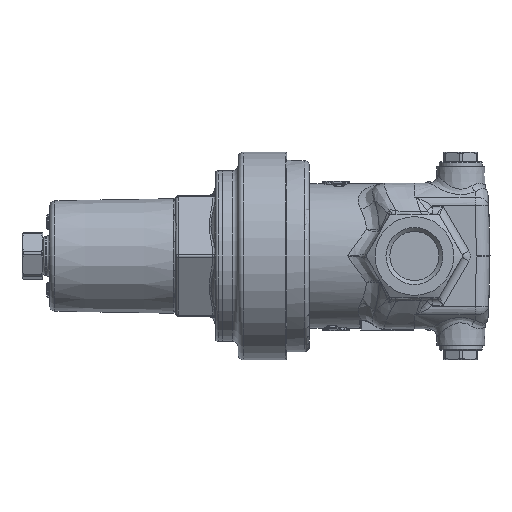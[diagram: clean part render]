
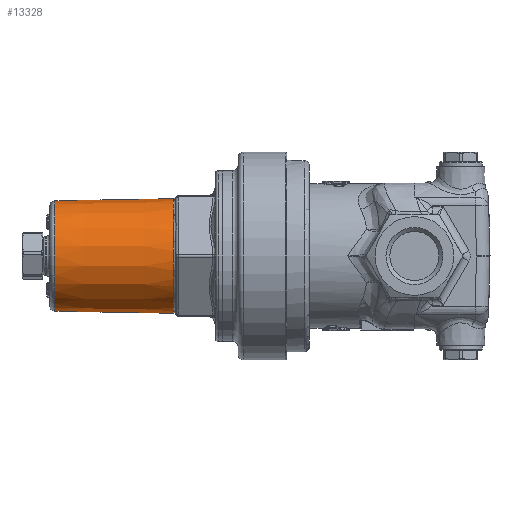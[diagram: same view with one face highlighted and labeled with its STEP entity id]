
A CAD part, left-side view. The second image highlights one B-rep face of the part: STEP entity #13328.
In plain terms, the highlighted conical face has half-angle 1 degrees and reference radius 21.55 mm.
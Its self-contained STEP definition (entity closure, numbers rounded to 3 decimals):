
#480=CONICAL_SURFACE('',#14263,21.55,0.017);
#1041=B_SPLINE_CURVE_WITH_KNOTS('',3,(#21098,#21099,#21100,#21101,#21102,
#21103),.UNSPECIFIED.,.F.,.F.,(4,1,1,4),(-3.142,-1.346,
0.449,3.142),.UNSPECIFIED.);
#1043=B_SPLINE_CURVE_WITH_KNOTS('',3,(#21149,#21150,#21151,#21152,#21153,
#21154),.UNSPECIFIED.,.F.,.F.,(4,1,1,4),(-3.142,-1.346,
0.449,3.142),.UNSPECIFIED.);
#1045=B_SPLINE_CURVE_WITH_KNOTS('',3,(#21200,#21201,#21202,#21203,#21204,
#21205),.UNSPECIFIED.,.F.,.F.,(4,1,1,4),(-3.142,-1.346,
0.449,3.142),.UNSPECIFIED.);
#1047=B_SPLINE_CURVE_WITH_KNOTS('',3,(#21251,#21252,#21253,#21254,#21255,
#21256),.UNSPECIFIED.,.F.,.F.,(4,1,1,4),(-3.142,-1.346,
0.449,3.142),.UNSPECIFIED.);
#1049=B_SPLINE_CURVE_WITH_KNOTS('',3,(#21302,#21303,#21304,#21305,#21306,
#21307),.UNSPECIFIED.,.F.,.F.,(4,1,1,4),(-3.142,-1.346,
0.449,3.142),.UNSPECIFIED.);
#1051=B_SPLINE_CURVE_WITH_KNOTS('',3,(#21351,#21352,#21353,#21354,#21355),
 .UNSPECIFIED.,.F.,.F.,(4,1,4),(-3.142,-1.346,0.),
 .UNSPECIFIED.);
#1052=B_SPLINE_CURVE_WITH_KNOTS('',3,(#21356,#21357,#21358,#21359,#21360),
 .UNSPECIFIED.,.F.,.F.,(4,1,4),(0.,0.449,
3.142),.UNSPECIFIED.);
#2041=LINE('',#21410,#2458);
#2458=VECTOR('',#15646,21.55);
#2972=FACE_OUTER_BOUND('',#3841,.T.);
#3841=EDGE_LOOP('',(#9535,#9536,#9537,#9538,#9539,#9540,#9541,#9542,#9543,
#9544,#9545,#9546,#9547,#9548,#9549,#9550));
#4635=CIRCLE('',#14223,21.821);
#4639=CIRCLE('',#14228,21.821);
#4643=CIRCLE('',#14233,21.821);
#4647=CIRCLE('',#14238,21.821);
#4651=CIRCLE('',#14243,21.821);
#4655=CIRCLE('',#14248,21.821);
#4662=CIRCLE('',#14264,21.034);
#5390=VERTEX_POINT('',#21057);
#5393=VERTEX_POINT('',#21062);
#5395=VERTEX_POINT('',#21096);
#5397=VERTEX_POINT('',#21113);
#5399=VERTEX_POINT('',#21147);
#5401=VERTEX_POINT('',#21164);
#5403=VERTEX_POINT('',#21198);
#5405=VERTEX_POINT('',#21215);
#5407=VERTEX_POINT('',#21249);
#5409=VERTEX_POINT('',#21266);
#5411=VERTEX_POINT('',#21300);
#5413=VERTEX_POINT('',#21317);
#5414=VERTEX_POINT('',#21350);
#5427=VERTEX_POINT('',#21408);
#6884=EDGE_CURVE('',#5393,#5390,#4635,.T.);
#6886=EDGE_CURVE('',#5395,#5393,#1041,.T.);
#6890=EDGE_CURVE('',#5397,#5395,#4639,.T.);
#6892=EDGE_CURVE('',#5399,#5397,#1043,.T.);
#6896=EDGE_CURVE('',#5401,#5399,#4643,.T.);
#6898=EDGE_CURVE('',#5403,#5401,#1045,.T.);
#6902=EDGE_CURVE('',#5405,#5403,#4647,.T.);
#6904=EDGE_CURVE('',#5407,#5405,#1047,.T.);
#6908=EDGE_CURVE('',#5409,#5407,#4651,.T.);
#6910=EDGE_CURVE('',#5411,#5409,#1049,.T.);
#6914=EDGE_CURVE('',#5413,#5411,#4655,.T.);
#6915=EDGE_CURVE('',#5390,#5414,#1051,.T.);
#6916=EDGE_CURVE('',#5414,#5413,#1052,.T.);
#6938=EDGE_CURVE('',#5427,#5427,#4662,.T.);
#6939=EDGE_CURVE('',#5427,#5414,#2041,.T.);
#9535=ORIENTED_EDGE('',*,*,#6938,.F.);
#9536=ORIENTED_EDGE('',*,*,#6939,.T.);
#9537=ORIENTED_EDGE('',*,*,#6915,.F.);
#9538=ORIENTED_EDGE('',*,*,#6884,.F.);
#9539=ORIENTED_EDGE('',*,*,#6886,.F.);
#9540=ORIENTED_EDGE('',*,*,#6890,.F.);
#9541=ORIENTED_EDGE('',*,*,#6892,.F.);
#9542=ORIENTED_EDGE('',*,*,#6896,.F.);
#9543=ORIENTED_EDGE('',*,*,#6898,.F.);
#9544=ORIENTED_EDGE('',*,*,#6902,.F.);
#9545=ORIENTED_EDGE('',*,*,#6904,.F.);
#9546=ORIENTED_EDGE('',*,*,#6908,.F.);
#9547=ORIENTED_EDGE('',*,*,#6910,.F.);
#9548=ORIENTED_EDGE('',*,*,#6914,.F.);
#9549=ORIENTED_EDGE('',*,*,#6916,.F.);
#9550=ORIENTED_EDGE('',*,*,#6939,.F.);
#13328=ADVANCED_FACE('',(#2972),#480,.T.);
#14223=AXIS2_PLACEMENT_3D('',#21064,#15548,#15549);
#14228=AXIS2_PLACEMENT_3D('',#21115,#15558,#15559);
#14233=AXIS2_PLACEMENT_3D('',#21166,#15568,#15569);
#14238=AXIS2_PLACEMENT_3D('',#21217,#15578,#15579);
#14243=AXIS2_PLACEMENT_3D('',#21268,#15588,#15589);
#14248=AXIS2_PLACEMENT_3D('',#21319,#15598,#15599);
#14263=AXIS2_PLACEMENT_3D('',#21407,#15642,#15643);
#14264=AXIS2_PLACEMENT_3D('',#21409,#15644,#15645);
#15548=DIRECTION('center_axis',(0.,-1.,0.));
#15549=DIRECTION('ref_axis',(0.,0.,
-1.));
#15558=DIRECTION('center_axis',(0.,-1.,0.));
#15559=DIRECTION('ref_axis',(0.,0.,
-1.));
#15568=DIRECTION('center_axis',(0.,-1.,0.));
#15569=DIRECTION('ref_axis',(0.,0.,
-1.));
#15578=DIRECTION('center_axis',(0.,-1.,0.));
#15579=DIRECTION('ref_axis',(0.,0.,
-1.));
#15588=DIRECTION('center_axis',(0.,-1.,0.));
#15589=DIRECTION('ref_axis',(0.,0.,
-1.));
#15598=DIRECTION('center_axis',(0.,-1.,0.));
#15599=DIRECTION('ref_axis',(0.,0.,
-1.));
#15642=DIRECTION('center_axis',(0.,-1.,0.));
#15643=DIRECTION('ref_axis',(0.,0.,
-1.));
#15644=DIRECTION('center_axis',(0.,1.,0.));
#15645=DIRECTION('ref_axis',(0.,0.,
1.));
#15646=DIRECTION('',(0.,-1.,0.017));
#21057=CARTESIAN_POINT('',(5.799,91.883,21.036));
#21062=CARTESIAN_POINT('',(15.318,91.883,15.54));
#21064=CARTESIAN_POINT('Origin',(0.,91.883,
0.));
#21096=CARTESIAN_POINT('',(21.117,91.883,5.496));
#21098=CARTESIAN_POINT('Ctrl Pts',(21.117,91.883,5.496));
#21099=CARTESIAN_POINT('Ctrl Pts',(20.835,91.883,6.579));
#21100=CARTESIAN_POINT('Ctrl Pts',(20.109,91.747,8.698));
#21101=CARTESIAN_POINT('Ctrl Pts',(18.278,91.649,12.174));
#21102=CARTESIAN_POINT('Ctrl Pts',(16.513,91.883,14.362));
#21103=CARTESIAN_POINT('Ctrl Pts',(15.318,91.883,15.54));
#21113=CARTESIAN_POINT('',(21.117,91.883,-5.496));
#21115=CARTESIAN_POINT('Origin',(0.,91.883,
0.));
#21147=CARTESIAN_POINT('',(15.318,91.883,-15.54));
#21149=CARTESIAN_POINT('Ctrl Pts',(15.318,91.883,-15.54));
#21150=CARTESIAN_POINT('Ctrl Pts',(16.115,91.883,-14.755));
#21151=CARTESIAN_POINT('Ctrl Pts',(17.587,91.747,-13.066));
#21152=CARTESIAN_POINT('Ctrl Pts',(19.682,91.649,-9.743));
#21153=CARTESIAN_POINT('Ctrl Pts',(20.695,91.883,-7.12));
#21154=CARTESIAN_POINT('Ctrl Pts',(21.117,91.883,-5.496));
#21164=CARTESIAN_POINT('',(5.799,91.883,-21.036));
#21166=CARTESIAN_POINT('Origin',(0.,91.883,
0.));
#21198=CARTESIAN_POINT('',(-5.799,91.883,-21.036));
#21200=CARTESIAN_POINT('Ctrl Pts',(-5.799,91.883,-21.036));
#21201=CARTESIAN_POINT('Ctrl Pts',(-4.72,91.883,-21.333));
#21202=CARTESIAN_POINT('Ctrl Pts',(-2.522,91.747,-21.764));
#21203=CARTESIAN_POINT('Ctrl Pts',(1.404,91.649,-21.916));
#21204=CARTESIAN_POINT('Ctrl Pts',(4.181,91.883,-21.482));
#21205=CARTESIAN_POINT('Ctrl Pts',(5.799,91.883,-21.036));
#21215=CARTESIAN_POINT('',(-15.318,91.883,-15.54));
#21217=CARTESIAN_POINT('Origin',(0.,91.883,
0.));
#21249=CARTESIAN_POINT('',(-21.117,91.883,-5.496));
#21251=CARTESIAN_POINT('Ctrl Pts',(-21.117,91.883,-5.496));
#21252=CARTESIAN_POINT('Ctrl Pts',(-20.835,91.883,-6.579));
#21253=CARTESIAN_POINT('Ctrl Pts',(-20.109,91.747,-8.698));
#21254=CARTESIAN_POINT('Ctrl Pts',(-18.278,91.649,-12.174));
#21255=CARTESIAN_POINT('Ctrl Pts',(-16.513,91.883,-14.362));
#21256=CARTESIAN_POINT('Ctrl Pts',(-15.318,91.883,-15.54));
#21266=CARTESIAN_POINT('',(-21.117,91.883,5.496));
#21268=CARTESIAN_POINT('Origin',(0.,91.883,
0.));
#21300=CARTESIAN_POINT('',(-15.318,91.883,15.54));
#21302=CARTESIAN_POINT('Ctrl Pts',(-15.318,91.883,15.54));
#21303=CARTESIAN_POINT('Ctrl Pts',(-16.115,91.883,14.755));
#21304=CARTESIAN_POINT('Ctrl Pts',(-17.587,91.747,13.066));
#21305=CARTESIAN_POINT('Ctrl Pts',(-19.682,91.649,9.743));
#21306=CARTESIAN_POINT('Ctrl Pts',(-20.695,91.883,7.12));
#21307=CARTESIAN_POINT('Ctrl Pts',(-21.117,91.883,5.496));
#21317=CARTESIAN_POINT('',(-5.799,91.883,21.036));
#21319=CARTESIAN_POINT('Origin',(0.,91.883,
0.));
#21350=CARTESIAN_POINT('',(0.,91.705,21.824));
#21351=CARTESIAN_POINT('Ctrl Pts',(5.799,91.883,21.036));
#21352=CARTESIAN_POINT('Ctrl Pts',(4.72,91.883,21.333));
#21353=CARTESIAN_POINT('Ctrl Pts',(2.796,91.764,21.71));
#21354=CARTESIAN_POINT('Ctrl Pts',(0.839,91.706,21.824));
#21355=CARTESIAN_POINT('Ctrl Pts',(0.,91.705,
21.824));
#21356=CARTESIAN_POINT('Ctrl Pts',(0.,91.705,
21.824));
#21357=CARTESIAN_POINT('Ctrl Pts',(-0.28,91.704,
21.824));
#21358=CARTESIAN_POINT('Ctrl Pts',(-2.237,91.719,21.786));
#21359=CARTESIAN_POINT('Ctrl Pts',(-4.181,91.883,21.482));
#21360=CARTESIAN_POINT('Ctrl Pts',(-5.799,91.883,21.036));
#21407=CARTESIAN_POINT('Origin',(0.,107.4,0.));
#21408=CARTESIAN_POINT('',(0.,136.969,21.034));
#21409=CARTESIAN_POINT('Origin',(0.,136.969,
0.));
#21410=CARTESIAN_POINT('',(0.,107.4,21.55));
